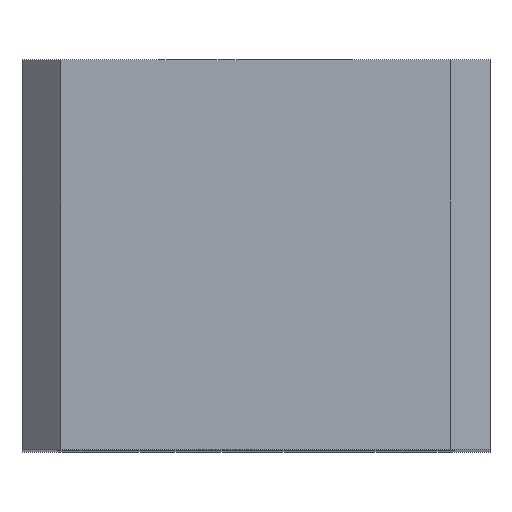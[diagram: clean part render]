
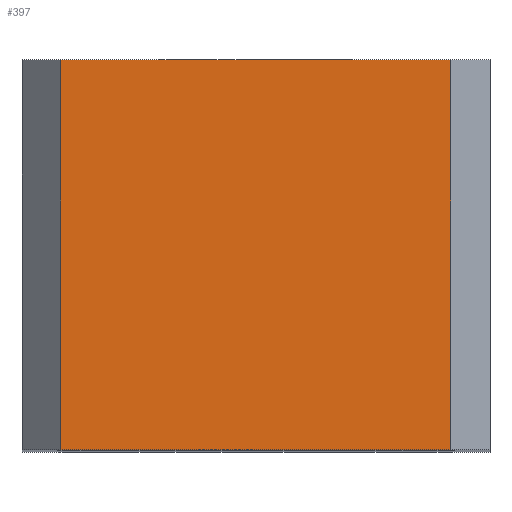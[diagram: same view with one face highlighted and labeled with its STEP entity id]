
A CAD part, top view. The second image highlights one B-rep face of the part: STEP entity #397.
In plain terms, the highlighted planar face has unit normal (0, 0, 1).
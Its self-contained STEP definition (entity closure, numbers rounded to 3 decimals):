
#301=CARTESIAN_POINT('Vertex',(11.,0.,20.)) ;
#317=CARTESIAN_POINT('Vertex',(11.,10.,20.)) ;
#320=CARTESIAN_POINT('Line Origine',(11.,5.,20.)) ;
#337=CARTESIAN_POINT('Line Origine',(6.,10.,20.)) ;
#341=CARTESIAN_POINT('Vertex',(1.,10.,20.)) ;
#374=CARTESIAN_POINT('Axis2P3D Location',(0.,0.,20.)) ;
#379=CARTESIAN_POINT('Line Origine',(1.,5.,20.)) ;
#383=CARTESIAN_POINT('Vertex',(1.,0.,20.)) ;
#386=CARTESIAN_POINT('Line Origine',(6.,0.,20.)) ;
#321=DIRECTION('Vector Direction',(0.,-1.,0.)) ;
#338=DIRECTION('Vector Direction',(1.,0.,0.)) ;
#375=DIRECTION('Axis2P3D Direction',(0.,0.,-1.)) ;
#376=DIRECTION('Axis2P3D XDirection',(0.,1.,0.)) ;
#380=DIRECTION('Vector Direction',(0.,-1.,0.)) ;
#387=DIRECTION('Vector Direction',(1.,0.,0.)) ;
#377=AXIS2_PLACEMENT_3D('Plane Axis2P3D',#374,#375,#376) ;
#392=ORIENTED_EDGE('',*,*,#385,.T.) ;
#393=ORIENTED_EDGE('',*,*,#390,.T.) ;
#394=ORIENTED_EDGE('',*,*,#324,.F.) ;
#395=ORIENTED_EDGE('',*,*,#343,.F.) ;
#322=VECTOR('Line Direction',#321,1.) ;
#339=VECTOR('Line Direction',#338,1.) ;
#381=VECTOR('Line Direction',#380,1.) ;
#388=VECTOR('Line Direction',#387,1.) ;
#397=ADVANCED_FACE('Corps principal',(#396),#378,.F.) ;
#324=EDGE_CURVE('',#318,#302,#323,.T.) ;
#343=EDGE_CURVE('',#342,#318,#340,.T.) ;
#385=EDGE_CURVE('',#342,#384,#382,.T.) ;
#390=EDGE_CURVE('',#384,#302,#389,.T.) ;
#391=EDGE_LOOP('',(#392,#393,#394,#395)) ;
#396=FACE_OUTER_BOUND('',#391,.T.) ;
#323=LINE('Line',#320,#322) ;
#340=LINE('Line',#337,#339) ;
#382=LINE('Line',#379,#381) ;
#389=LINE('Line',#386,#388) ;
#378=PLANE('Plane',#377) ;
#302=VERTEX_POINT('',#301) ;
#318=VERTEX_POINT('',#317) ;
#342=VERTEX_POINT('',#341) ;
#384=VERTEX_POINT('',#383) ;
